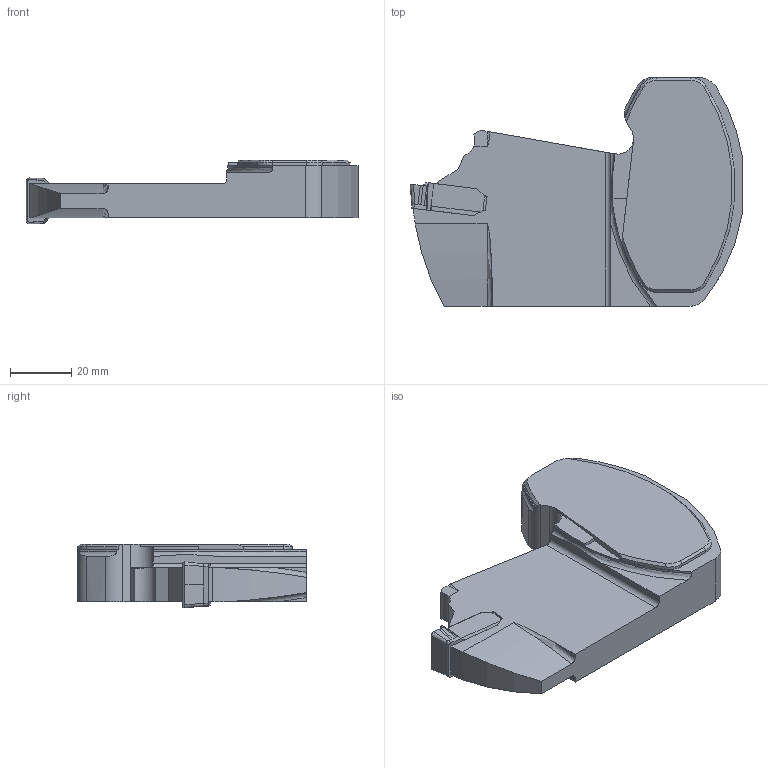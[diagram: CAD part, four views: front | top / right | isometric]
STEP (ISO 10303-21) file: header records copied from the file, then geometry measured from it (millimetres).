
FILE_DESCRIPTION(/* description */ (''),/* implementation_level */ '2;1');
FILE_NAME(/* name */ '1550556469207.stp',/* time_stamp */ '2019-02-19T11:38:02+05:00',/* author */ (''),/* organization */ ('SMS'),/* preprocessor_version */ 'ST-DEVELOPER v15',/* originating_system */ 'SIEMENS PLM Software NX 8.5',/* authorisation */ '');
FILE_SCHEMA (('AUTOMOTIVE_DESIGN { 1 0 10303 214 3 1 1 1 }'));
Length unit declared in the file: millimetre
Products named in the file (4): 201539480mod000_00; ASSEMBLY_CONSTRUCTION; 201848095mod000_00; 201848094mod000_00
Assembly tree (3 placements, depth 2):
  201848094mod000_00
    201848095mod000_00
    ASSEMBLY_CONSTRUCTION
    201539480mod000_00
Bounding box: 108.25 x 74.5 x 20.82 mm (x, y, z)
Volume: 83247.5 mm3; surface area: 19036.1 mm2
Topology: 2 solids, 5 shells, 137 faces, 378 edges, 254 vertices
Faces by surface type: plane 59, cylinder 42, bspline 16, cone 12, torus 6, extrusion 2
Full cylindrical faces by diameter (mm): 2 x1, 4.2 x1
Entity records: 5237 total; most frequent: CARTESIAN_POINT 1828, ORIENTED_EDGE 726, DIRECTION 615, EDGE_CURVE 363, VERTEX_POINT 242, AXIS2_PLACEMENT_3D 219, VECTOR 177, LINE 175
